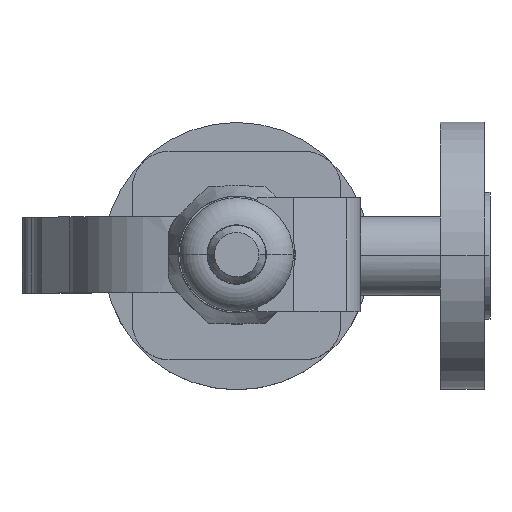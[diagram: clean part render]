
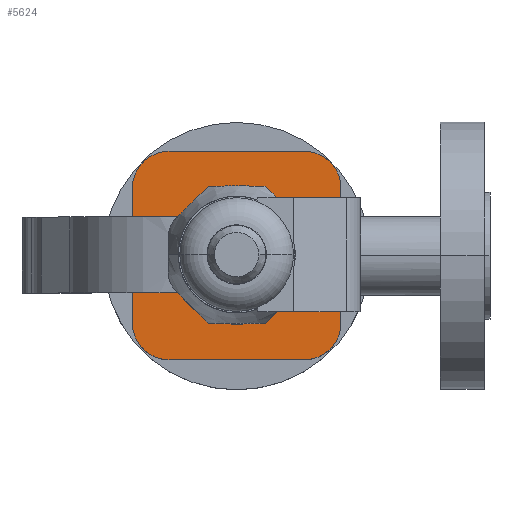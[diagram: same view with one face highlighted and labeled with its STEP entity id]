
A CAD part, top view. The second image highlights one B-rep face of the part: STEP entity #5624.
In plain terms, the highlighted planar face has unit normal (0, 0, 1).
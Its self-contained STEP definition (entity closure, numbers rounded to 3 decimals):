
#5428=CARTESIAN_POINT('',(24.042,37.042,143.746));
#5429=VERTEX_POINT('',#5428);
#5436=CARTESIAN_POINT('',(37.042,24.042,143.746));
#5437=VERTEX_POINT('',#5436);
#5438=CARTESIAN_POINT('',(24.042,24.042,143.746));
#5439=DIRECTION('',(-0.,-0.,1.));
#5440=DIRECTION('',(1.,-0.,-0.));
#5441=AXIS2_PLACEMENT_3D('',#5438,#5439,#5440);
#5442=CIRCLE('',#5441,13.);
#5443=EDGE_CURVE('',#5437,#5429,#5442,.T.);
#5461=CARTESIAN_POINT('',(37.042,-24.042,143.746));
#5462=VERTEX_POINT('',#5461);
#5463=CARTESIAN_POINT('',(37.042,-24.042,143.746));
#5464=DIRECTION('',(-0.,1.,0.));
#5465=VECTOR('',#5464,48.083);
#5466=LINE('',#5463,#5465);
#5467=EDGE_CURVE('',#5462,#5437,#5466,.T.);
#5485=CARTESIAN_POINT('',(24.042,-37.042,143.746));
#5486=VERTEX_POINT('',#5485);
#5487=CARTESIAN_POINT('',(24.042,-24.042,143.746));
#5488=DIRECTION('',(-0.,-0.,1.));
#5489=DIRECTION('',(-0.,-1.,-0.));
#5490=AXIS2_PLACEMENT_3D('',#5487,#5488,#5489);
#5491=CIRCLE('',#5490,13.);
#5492=EDGE_CURVE('',#5486,#5462,#5491,.T.);
#5510=CARTESIAN_POINT('',(-24.042,-37.042,143.746));
#5511=VERTEX_POINT('',#5510);
#5512=CARTESIAN_POINT('',(-24.042,-37.042,143.746));
#5513=DIRECTION('',(1.,-0.,-0.));
#5514=VECTOR('',#5513,48.083);
#5515=LINE('',#5512,#5514);
#5516=EDGE_CURVE('',#5511,#5486,#5515,.T.);
#5534=CARTESIAN_POINT('',(-37.042,-24.042,143.746));
#5535=VERTEX_POINT('',#5534);
#5536=CARTESIAN_POINT('',(-24.042,-24.042,143.746));
#5537=DIRECTION('',(-0.,-0.,1.));
#5538=DIRECTION('',(-1.,0.,0.));
#5539=AXIS2_PLACEMENT_3D('',#5536,#5537,#5538);
#5540=CIRCLE('',#5539,13.);
#5541=EDGE_CURVE('',#5535,#5511,#5540,.T.);
#5558=CARTESIAN_POINT('',(-24.042,37.042,143.746));
#5559=VERTEX_POINT('',#5558);
#5566=CARTESIAN_POINT('',(24.042,37.042,143.746));
#5567=DIRECTION('',(-1.,-0.,-0.));
#5568=VECTOR('',#5567,48.083);
#5569=LINE('',#5566,#5568);
#5570=EDGE_CURVE('',#5429,#5559,#5569,.T.);
#5576=CARTESIAN_POINT('',(36.25,-0.,143.746));
#5577=DIRECTION('',(-0.,-0.,1.));
#5578=DIRECTION('',(1.,0.,0.));
#5579=AXIS2_PLACEMENT_3D('',#5576,#5577,#5578);
#5580=PLANE('',#5579);
#5581=ORIENTED_EDGE('',*,*,#5541,.T.);
#5582=ORIENTED_EDGE('',*,*,#5516,.T.);
#5583=ORIENTED_EDGE('',*,*,#5492,.T.);
#5584=ORIENTED_EDGE('',*,*,#5467,.T.);
#5585=ORIENTED_EDGE('',*,*,#5443,.T.);
#5586=ORIENTED_EDGE('',*,*,#5570,.T.);
#5587=CARTESIAN_POINT('',(-37.042,24.042,143.746));
#5588=VERTEX_POINT('',#5587);
#5589=CARTESIAN_POINT('',(-24.042,24.042,143.746));
#5590=DIRECTION('',(-0.,-0.,1.));
#5591=DIRECTION('',(0.,1.,0.));
#5592=AXIS2_PLACEMENT_3D('',#5589,#5590,#5591);
#5593=CIRCLE('',#5592,13.);
#5594=EDGE_CURVE('',#5559,#5588,#5593,.T.);
#5595=ORIENTED_EDGE('',*,*,#5594,.T.);
#5596=CARTESIAN_POINT('',(-37.042,24.042,143.746));
#5597=DIRECTION('',(0.,-1.,-0.));
#5598=VECTOR('',#5597,48.083);
#5599=LINE('',#5596,#5598);
#5600=EDGE_CURVE('',#5588,#5535,#5599,.T.);
#5601=ORIENTED_EDGE('',*,*,#5600,.T.);
#5602=EDGE_LOOP('',(#5581,#5582,#5583,#5584,#5585,#5586,#5595,#5601));
#5603=FACE_BOUND('',#5602,.T.);
#5604=CARTESIAN_POINT('',(24.5,-0.,143.746));
#5605=VERTEX_POINT('',#5604);
#5606=CARTESIAN_POINT('',(-24.5,-0.,143.746));
#5607=VERTEX_POINT('',#5606);
#5608=CARTESIAN_POINT('',(0.,-0.,143.746));
#5609=DIRECTION('',(-0.,-0.,1.));
#5610=DIRECTION('',(1.,0.,0.));
#5611=AXIS2_PLACEMENT_3D('',#5608,#5609,#5610);
#5612=CIRCLE('',#5611,24.5);
#5613=EDGE_CURVE('',#5605,#5607,#5612,.T.);
#5614=ORIENTED_EDGE('',*,*,#5613,.F.);
#5615=CARTESIAN_POINT('',(0.,-0.,143.746));
#5616=DIRECTION('',(-0.,-0.,1.));
#5617=DIRECTION('',(1.,0.,0.));
#5618=AXIS2_PLACEMENT_3D('',#5615,#5616,#5617);
#5619=CIRCLE('',#5618,24.5);
#5620=EDGE_CURVE('',#5607,#5605,#5619,.T.);
#5621=ORIENTED_EDGE('',*,*,#5620,.F.);
#5622=EDGE_LOOP('',(#5614,#5621));
#5623=FACE_BOUND('',#5622,.T.);
#5624=ADVANCED_FACE('',(#5603,#5623),#5580,.T.);
